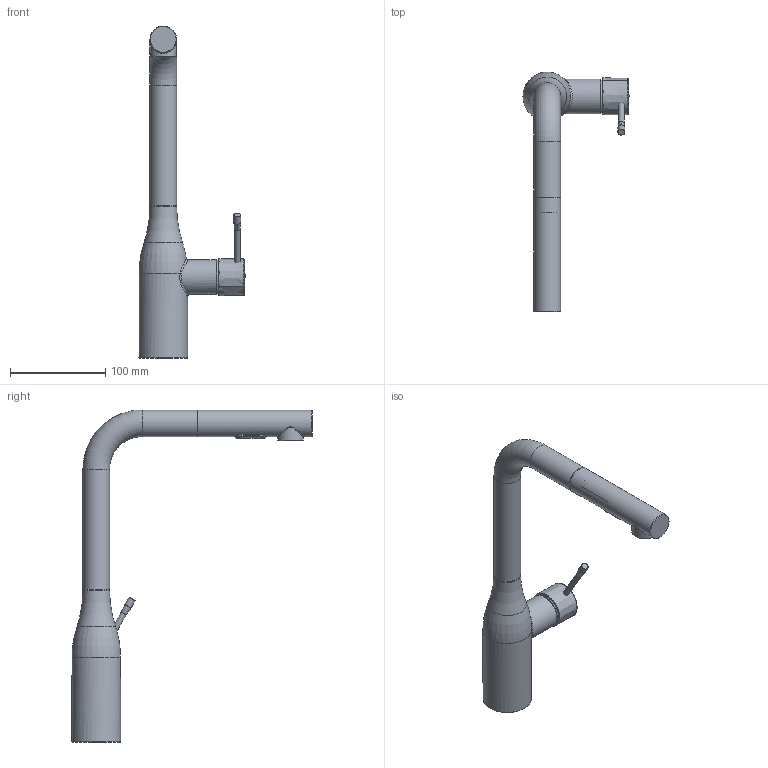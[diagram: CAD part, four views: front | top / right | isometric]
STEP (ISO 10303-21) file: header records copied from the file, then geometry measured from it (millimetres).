
FILE_DESCRIPTION(/* description */ ('Unknown'),/* implementation_level */ '2;1');
FILE_NAME(/* name */ '30270000',/* time_stamp */ '2022-09-01T05:45:36+02:00',/* author */ ('Unknown'),/* organization */ ('GROHE AG'),/* preprocessor_version */ 'ST-DEVELOPER v16.7',/* originating_system */ 'DEX',/* authorisation */ $);
FILE_SCHEMA (('AUTOMOTIVE_DESIGN {1 0 10303 214 3 1 1}'));
Length unit declared in the file: millimetre
Products named in the file (5): 30270000; id11; 55502-00-01; 55502-00-02; A4286221-2
Assembly tree (4 placements, depth 2):
  30270000
    id11
    55502-00-01
    55502-00-02
    A4286221-2
Bounding box: 111.24 x 251.9 x 348.3 mm (x, y, z)
Volume: 191388.6 mm3; surface area: 77050.6 mm2
Topology: 2 solids, 8 shells, 63 faces, 173 edges, 120 vertices
Faces by surface type: bspline 22, cylinder 16, plane 12, torus 11, sphere 1, cone 1
Full cylindrical faces by diameter (mm): 6 x1, 7.364 x1, 27 x1, 28 x4, 36.4 x1, 51 x1
Entity records: 5374 total; most frequent: CARTESIAN_POINT 3801, ORIENTED_EDGE 233, DIRECTION 212, EDGE_CURVE 139, VERTEX_POINT 108, AXIS2_PLACEMENT_3D 89, EDGE_LOOP 87, FACE_BOUND 87
